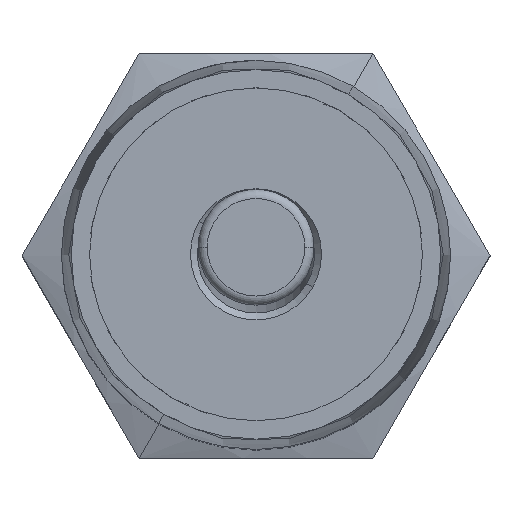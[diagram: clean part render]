
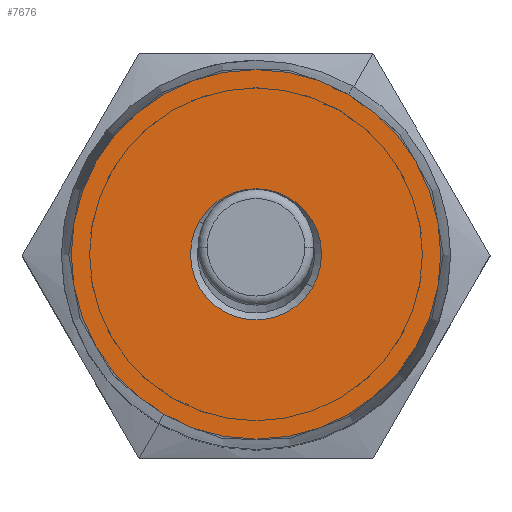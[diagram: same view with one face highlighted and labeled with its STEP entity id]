
A CAD part, top view. The second image highlights one B-rep face of the part: STEP entity #7676.
In plain terms, the highlighted face is planar.
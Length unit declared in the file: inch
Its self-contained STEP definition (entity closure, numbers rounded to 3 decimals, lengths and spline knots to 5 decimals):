
#1189=CARTESIAN_POINT('',(0.,-1.78,0.));
#1190=DIRECTION('',(0.,1.,0.));
#1191=DIRECTION('',(0.,0.,1.));
#1192=AXIS2_PLACEMENT_3D('',#1189,#1190,#1191);
#1215=CARTESIAN_POINT('',(0.,-1.78,0.));
#1216=DIRECTION('',(0.,1.,0.));
#1217=DIRECTION('',(1.,0.,0.));
#1218=AXIS2_PLACEMENT_3D('',#1215,#1216,#1217);
#1220=CARTESIAN_POINT('',(0.,-1.78,0.));
#1221=DIRECTION('',(0.,-1.,0.));
#1222=DIRECTION('',(1.,0.,0.));
#1223=AXIS2_PLACEMENT_3D('',#1220,#1221,#1222);
#4155=CARTESIAN_POINT('',(0.,-1.78,0.));
#4156=DIRECTION('',(0.,1.,0.));
#4157=DIRECTION('',(0.,0.,-1.));
#4158=AXIS2_PLACEMENT_3D('',#4155,#4156,#4157);
#5509=CARTESIAN_POINT('',(0.39887,-1.78,0.));
#5511=VERTEX_POINT('',#5509);
#5521=CARTESIAN_POINT('',(-0.39887,-1.78,0.));
#5523=VERTEX_POINT('',#5521);
#5571=CARTESIAN_POINT('',(0.,-1.78,-0.1415));
#5572=CARTESIAN_POINT('',(0.,-1.78,0.1415));
#5573=VERTEX_POINT('',#5571);
#5574=VERTEX_POINT('',#5572);
#7660=CARTESIAN_POINT('',(0.,-1.78,0.));
#7661=DIRECTION('',(0.,-1.,0.));
#7662=DIRECTION('',(-1.,0.,0.));
#7663=AXIS2_PLACEMENT_3D('',#7660,#7661,#7662);
#7664=PLANE('',#7663);
#7666=ORIENTED_EDGE('',*,*,#7665,.T.);
#7668=ORIENTED_EDGE('',*,*,#7667,.F.);
#7669=EDGE_LOOP('',(#7666,#7668));
#7670=FACE_OUTER_BOUND('',#7669,.F.);
#7672=ORIENTED_EDGE('',*,*,#7671,.F.);
#7673=ORIENTED_EDGE('',*,*,#7650,.F.);
#7674=EDGE_LOOP('',(#7672,#7673));
#7675=FACE_BOUND('',#7674,.F.);
#1193=CIRCLE('',#1192,0.1415);
#1219=CIRCLE('',#1218,0.39887);
#1224=CIRCLE('',#1223,0.39887);
#4159=CIRCLE('',#4158,0.1415);
#7650=EDGE_CURVE('',#5574,#5573,#1193,.T.);
#7665=EDGE_CURVE('',#5511,#5523,#1219,.T.);
#7667=EDGE_CURVE('',#5511,#5523,#1224,.T.);
#7671=EDGE_CURVE('',#5573,#5574,#4159,.T.);
#7676=ADVANCED_FACE('',(#7670,#7675),#7664,.T.);
